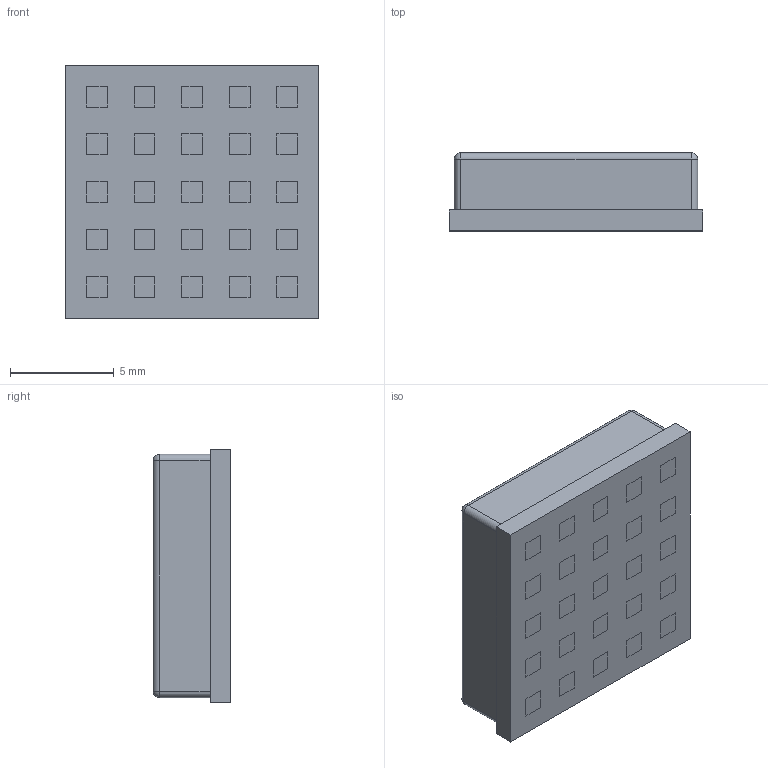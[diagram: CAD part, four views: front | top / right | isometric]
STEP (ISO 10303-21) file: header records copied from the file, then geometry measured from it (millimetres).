
FILE_DESCRIPTION (( 'STEP AP214' ), '1' );
FILE_NAME ('RPMB3.3-2.0.STEP', '2020-02-27T15:26:03', ( '' ), ( '' ), 'SwSTEP 2.0', 'SolidWorks 2017', '' );
FILE_SCHEMA (( 'AUTOMOTIVE_DESIGN' ));
Length unit declared in the file: millimetre
Products named in the file (1): RPMB3.3-2.0
Bounding box: 12.19 x 3.75 x 12.19 mm (x, y, z)
Volume: 523.9 mm3; surface area: 812.9 mm2
Topology: 28 solids, 28 shells, 306 faces, 664 edges, 436 vertices
Faces by surface type: plane 290, cylinder 12, sphere 4
Entity records: 8409 total; most frequent: CARTESIAN_POINT 1403, ORIENTED_EDGE 1320, DIRECTION 1298, EDGE_CURVE 660, VECTOR 636, LINE 636, VERTEX_POINT 436, EDGE_LOOP 332
